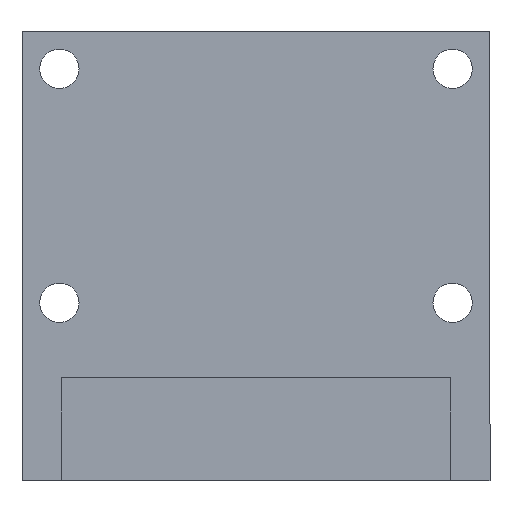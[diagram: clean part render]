
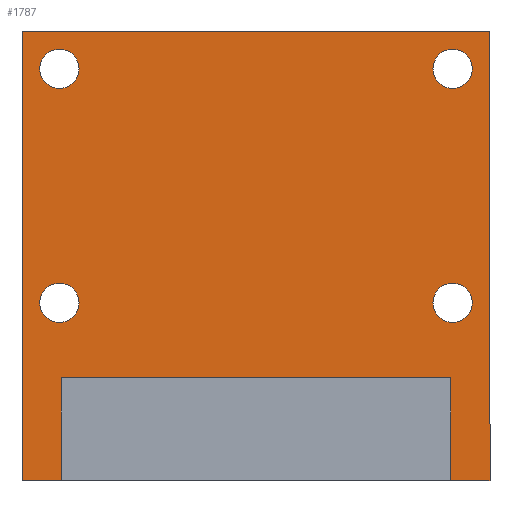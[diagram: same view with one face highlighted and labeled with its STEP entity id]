
A CAD part, front view. The second image highlights one B-rep face of the part: STEP entity #1787.
In plain terms, the highlighted planar face has unit normal (0, -1, 0).
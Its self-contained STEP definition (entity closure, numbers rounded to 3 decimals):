
#578 = CARTESIAN_POINT ( 'NONE',  ( 10.4, -0.9, 9.5 ) ) ;
#668 = CARTESIAN_POINT ( 'NONE',  ( 10.5, -0.9, 1.05 ) ) ;
#685 = DIRECTION ( 'NONE',  ( 0., 0., 1. ) ) ;
#756 = LINE ( 'NONE', #10617, #15759 ) ;
#886 = VERTEX_POINT ( 'NONE', #11708 ) ;
#1247 = VERTEX_POINT ( 'NONE', #3729 ) ;
#1543 = CARTESIAN_POINT ( 'NONE',  ( 10.5, -0.9, -13.55 ) ) ;
#1561 = CARTESIAN_POINT ( 'NONE',  ( 10.5, -0.9, -12.5 ) ) ;
#1728 = DIRECTION ( 'NONE',  ( 0., 0., 1. ) ) ;
#1787 = ADVANCED_FACE ( 'NONE', ( #16739, #6799, #3976, #11469, #14333 ), #16789, .F. ) ;
#1817 = VERTEX_POINT ( 'NONE', #11684 ) ;
#1904 = DIRECTION ( 'NONE',  ( -1., 0., 0. ) ) ;
#2104 = DIRECTION ( 'NONE',  ( 0., 1., 0. ) ) ;
#2307 = CARTESIAN_POINT ( 'NONE',  ( 10.5, -0.9, -11.45 ) ) ;
#2406 = LINE ( 'NONE', #10088, #2832 ) ;
#2711 = VERTEX_POINT ( 'NONE', #12232 ) ;
#2832 = VECTOR ( 'NONE', #11556, 1000. ) ;
#2945 = DIRECTION ( 'NONE',  ( 0., 0., 1. ) ) ;
#3144 = EDGE_CURVE ( 'NONE', #5696, #6014, #14667, .T. ) ;
#3187 = AXIS2_PLACEMENT_3D ( 'NONE', #9836, #8872, #12814 ) ;
#3209 = CARTESIAN_POINT ( 'NONE',  ( -12.5, -0.9, -14.5 ) ) ;
#3332 = AXIS2_PLACEMENT_3D ( 'NONE', #5969, #2104, #7252 ) ;
#3425 = ORIENTED_EDGE ( 'NONE', *, *, #4250, .F. ) ;
#3446 = EDGE_CURVE ( 'NONE', #12822, #1817, #6734, .T. ) ;
#3457 = VECTOR ( 'NONE', #9975, 1000. ) ;
#3549 = CARTESIAN_POINT ( 'NONE',  ( 10.4, -0.9, 9.5 ) ) ;
#3555 = ORIENTED_EDGE ( 'NONE', *, *, #10732, .F. ) ;
#3628 = VERTEX_POINT ( 'NONE', #668 ) ;
#3729 = CARTESIAN_POINT ( 'NONE',  ( -10.4, -0.9, 4. ) ) ;
#3915 = VECTOR ( 'NONE', #1904, 1000. ) ;
#3941 = DIRECTION ( 'NONE',  ( 0., 0., -1. ) ) ;
#3976 = FACE_BOUND ( 'NONE', #14463, .T. ) ;
#4141 = CARTESIAN_POINT ( 'NONE',  ( -10.5, -0.9, -12.5 ) ) ;
#4166 = VERTEX_POINT ( 'NONE', #16327 ) ;
#4250 = EDGE_CURVE ( 'NONE', #6159, #886, #6306, .T. ) ;
#5217 = EDGE_CURVE ( 'NONE', #2711, #9802, #11951, .T. ) ;
#5284 = EDGE_CURVE ( 'NONE', #4166, #6159, #756, .T. ) ;
#5370 = VERTEX_POINT ( 'NONE', #7038 ) ;
#5459 = ORIENTED_EDGE ( 'NONE', *, *, #13023, .T. ) ;
#5662 = DIRECTION ( 'NONE',  ( 0., 1., 0. ) ) ;
#5696 = VERTEX_POINT ( 'NONE', #1543 ) ;
#5712 = EDGE_LOOP ( 'NONE', ( #10472, #3425, #12874, #12246, #13798, #3555, #7003, #11952 ) ) ;
#5770 = CARTESIAN_POINT ( 'NONE',  ( -10.4, -0.9, 4. ) ) ;
#5829 = AXIS2_PLACEMENT_3D ( 'NONE', #15347, #11565, #11622 ) ;
#5943 = AXIS2_PLACEMENT_3D ( 'NONE', #8249, #5662, #2945 ) ;
#5969 = CARTESIAN_POINT ( 'NONE',  ( 10.5, -0.9, -12.5 ) ) ;
#6014 = VERTEX_POINT ( 'NONE', #2307 ) ;
#6018 = DIRECTION ( 'NONE',  ( 0., 0., 1. ) ) ;
#6092 = VERTEX_POINT ( 'NONE', #3549 ) ;
#6159 = VERTEX_POINT ( 'NONE', #7327 ) ;
#6306 = LINE ( 'NONE', #8667, #3457 ) ;
#6389 = AXIS2_PLACEMENT_3D ( 'NONE', #1561, #9494, #1728 ) ;
#6448 = CIRCLE ( 'NONE', #14767, 1.05 ) ;
#6539 = CARTESIAN_POINT ( 'NONE',  ( -10.5, -0.9, -12.5 ) ) ;
#6544 = LINE ( 'NONE', #5770, #7560 ) ;
#6577 = EDGE_LOOP ( 'NONE', ( #15027, #7293 ) ) ;
#6649 = CARTESIAN_POINT ( 'NONE',  ( -10.5, -0.9, -13.55 ) ) ;
#6698 = DIRECTION ( 'NONE',  ( 0., 1., 0. ) ) ;
#6734 = CIRCLE ( 'NONE', #14552, 1.05 ) ;
#6799 = FACE_BOUND ( 'NONE', #14193, .T. ) ;
#6873 = EDGE_CURVE ( 'NONE', #9802, #2711, #9438, .T. ) ;
#7003 = ORIENTED_EDGE ( 'NONE', *, *, #11911, .F. ) ;
#7038 = CARTESIAN_POINT ( 'NONE',  ( 12.5, -0.9, -14.5 ) ) ;
#7101 = EDGE_CURVE ( 'NONE', #6014, #5696, #7486, .T. ) ;
#7139 = VERTEX_POINT ( 'NONE', #8007 ) ;
#7245 = CARTESIAN_POINT ( 'NONE',  ( 10.5, -0.9, 0. ) ) ;
#7252 = DIRECTION ( 'NONE',  ( 0., 0., 1. ) ) ;
#7264 = ORIENTED_EDGE ( 'NONE', *, *, #5217, .T. ) ;
#7293 = ORIENTED_EDGE ( 'NONE', *, *, #3144, .T. ) ;
#7327 = CARTESIAN_POINT ( 'NONE',  ( -12.5, -0.9, 9.5 ) ) ;
#7486 = CIRCLE ( 'NONE', #6389, 1.05 ) ;
#7560 = VECTOR ( 'NONE', #9673, 1000. ) ;
#8007 = CARTESIAN_POINT ( 'NONE',  ( 10.5, -0.9, -1.05 ) ) ;
#8232 = EDGE_CURVE ( 'NONE', #5370, #4166, #10404, .T. ) ;
#8249 = CARTESIAN_POINT ( 'NONE',  ( 10.5, -0.9, 0. ) ) ;
#8300 = EDGE_CURVE ( 'NONE', #1247, #11788, #6544, .T. ) ;
#8667 = CARTESIAN_POINT ( 'NONE',  ( -12.5, -0.9, 9.5 ) ) ;
#8722 = DIRECTION ( 'NONE',  ( 0., 0., -1. ) ) ;
#8872 = DIRECTION ( 'NONE',  ( 0., 1., 0. ) ) ;
#9088 = VECTOR ( 'NONE', #15226, 1000. ) ;
#9309 = VERTEX_POINT ( 'NONE', #14357 ) ;
#9438 = CIRCLE ( 'NONE', #3187, 1.05 ) ;
#9494 = DIRECTION ( 'NONE',  ( 0., 1., 0. ) ) ;
#9673 = DIRECTION ( 'NONE',  ( 1., 0., 0. ) ) ;
#9802 = VERTEX_POINT ( 'NONE', #12995 ) ;
#9836 = CARTESIAN_POINT ( 'NONE',  ( -10.5, -0.9, 0. ) ) ;
#9849 = ORIENTED_EDGE ( 'NONE', *, *, #3446, .T. ) ;
#9903 = LINE ( 'NONE', #12786, #9088 ) ;
#9974 = CARTESIAN_POINT ( 'NONE',  ( 12.5, -0.9, -14.5 ) ) ;
#9975 = DIRECTION ( 'NONE',  ( 1., 0., 0. ) ) ;
#10088 = CARTESIAN_POINT ( 'NONE',  ( -10.4, -0.9, 9.5 ) ) ;
#10352 = DIRECTION ( 'NONE',  ( 0., 1., 0. ) ) ;
#10404 = LINE ( 'NONE', #3209, #3915 ) ;
#10472 = ORIENTED_EDGE ( 'NONE', *, *, #10828, .F. ) ;
#10569 = DIRECTION ( 'NONE',  ( 0., 0., -1. ) ) ;
#10617 = CARTESIAN_POINT ( 'NONE',  ( -12.5, -0.9, -14.5 ) ) ;
#10732 = EDGE_CURVE ( 'NONE', #6092, #9309, #9903, .T. ) ;
#10734 = CIRCLE ( 'NONE', #16438, 1.05 ) ;
#10828 = EDGE_CURVE ( 'NONE', #886, #1247, #2406, .T. ) ;
#11183 = LINE ( 'NONE', #9974, #14253 ) ;
#11469 = FACE_BOUND ( 'NONE', #14737, .T. ) ;
#11556 = DIRECTION ( 'NONE',  ( 0., 0., -1. ) ) ;
#11565 = DIRECTION ( 'NONE',  ( 0., 1., 0. ) ) ;
#11622 = DIRECTION ( 'NONE',  ( 0., 0., 1. ) ) ;
#11684 = CARTESIAN_POINT ( 'NONE',  ( -10.5, -0.9, -11.45 ) ) ;
#11708 = CARTESIAN_POINT ( 'NONE',  ( -10.4, -0.9, 9.5 ) ) ;
#11788 = VERTEX_POINT ( 'NONE', #12109 ) ;
#11911 = EDGE_CURVE ( 'NONE', #11788, #6092, #12122, .T. ) ;
#11951 = CIRCLE ( 'NONE', #13711, 1.05 ) ;
#11952 = ORIENTED_EDGE ( 'NONE', *, *, #8300, .F. ) ;
#11993 = CARTESIAN_POINT ( 'NONE',  ( -10.5, -0.9, 0. ) ) ;
#12109 = CARTESIAN_POINT ( 'NONE',  ( 10.4, -0.9, 4. ) ) ;
#12122 = LINE ( 'NONE', #578, #14728 ) ;
#12232 = CARTESIAN_POINT ( 'NONE',  ( -10.5, -0.9, -1.05 ) ) ;
#12246 = ORIENTED_EDGE ( 'NONE', *, *, #8232, .F. ) ;
#12377 = CIRCLE ( 'NONE', #5943, 1.05 ) ;
#12503 = DIRECTION ( 'NONE',  ( 0., 1., 0. ) ) ;
#12786 = CARTESIAN_POINT ( 'NONE',  ( -12.5, -0.9, 9.5 ) ) ;
#12814 = DIRECTION ( 'NONE',  ( 0., 0., -1. ) ) ;
#12822 = VERTEX_POINT ( 'NONE', #6649 ) ;
#12874 = ORIENTED_EDGE ( 'NONE', *, *, #5284, .F. ) ;
#12995 = CARTESIAN_POINT ( 'NONE',  ( -10.5, -0.9, 1.05 ) ) ;
#13023 = EDGE_CURVE ( 'NONE', #3628, #7139, #10734, .T. ) ;
#13148 = EDGE_CURVE ( 'NONE', #9309, #5370, #11183, .T. ) ;
#13711 = AXIS2_PLACEMENT_3D ( 'NONE', #11993, #6698, #10569 ) ;
#13798 = ORIENTED_EDGE ( 'NONE', *, *, #13148, .F. ) ;
#14193 = EDGE_LOOP ( 'NONE', ( #5459, #14802 ) ) ;
#14253 = VECTOR ( 'NONE', #8722, 1000. ) ;
#14333 = FACE_OUTER_BOUND ( 'NONE', #5712, .T. ) ;
#14357 = CARTESIAN_POINT ( 'NONE',  ( 12.5, -0.9, 9.5 ) ) ;
#14463 = EDGE_LOOP ( 'NONE', ( #15880, #7264 ) ) ;
#14552 = AXIS2_PLACEMENT_3D ( 'NONE', #4141, #15863, #15743 ) ;
#14667 = CIRCLE ( 'NONE', #3332, 1.05 ) ;
#14686 = EDGE_CURVE ( 'NONE', #7139, #3628, #12377, .T. ) ;
#14704 = DIRECTION ( 'NONE',  ( 0., 0., 1. ) ) ;
#14728 = VECTOR ( 'NONE', #685, 1000. ) ;
#14737 = EDGE_LOOP ( 'NONE', ( #15049, #9849 ) ) ;
#14767 = AXIS2_PLACEMENT_3D ( 'NONE', #6539, #10352, #3941 ) ;
#14802 = ORIENTED_EDGE ( 'NONE', *, *, #14686, .T. ) ;
#15014 = EDGE_CURVE ( 'NONE', #1817, #12822, #6448, .T. ) ;
#15027 = ORIENTED_EDGE ( 'NONE', *, *, #7101, .T. ) ;
#15049 = ORIENTED_EDGE ( 'NONE', *, *, #15014, .T. ) ;
#15226 = DIRECTION ( 'NONE',  ( 1., 0., 0. ) ) ;
#15347 = CARTESIAN_POINT ( 'NONE',  ( 0., -0.9, 0. ) ) ;
#15743 = DIRECTION ( 'NONE',  ( 0., 0., -1. ) ) ;
#15759 = VECTOR ( 'NONE', #14704, 1000. ) ;
#15863 = DIRECTION ( 'NONE',  ( 0., 1., 0. ) ) ;
#15880 = ORIENTED_EDGE ( 'NONE', *, *, #6873, .T. ) ;
#16327 = CARTESIAN_POINT ( 'NONE',  ( -12.5, -0.9, -14.5 ) ) ;
#16438 = AXIS2_PLACEMENT_3D ( 'NONE', #7245, #12503, #6018 ) ;
#16739 = FACE_BOUND ( 'NONE', #6577, .T. ) ;
#16789 = PLANE ( 'NONE',  #5829 ) ;
